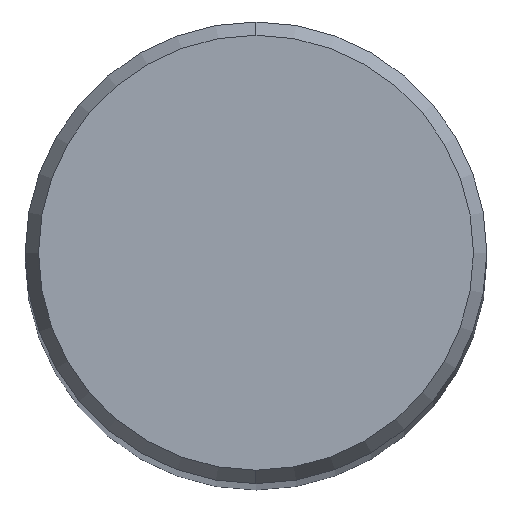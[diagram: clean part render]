
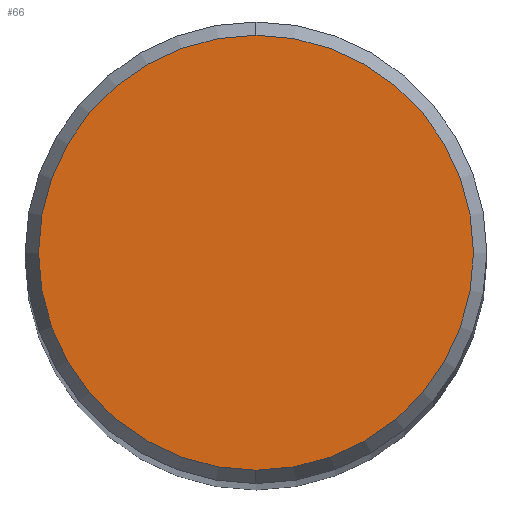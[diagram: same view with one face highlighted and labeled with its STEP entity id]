
A CAD part, top view. The second image highlights one B-rep face of the part: STEP entity #66.
In plain terms, the highlighted planar face has unit normal (0, 0, 1).
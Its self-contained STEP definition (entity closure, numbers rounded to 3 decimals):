
#66=ADVANCED_FACE('',(#143),#144,.T.);
#143=FACE_OUTER_BOUND('',#228,.T.);
#144=PLANE('',#229);
#228=EDGE_LOOP('',(#330,#331));
#229=AXIS2_PLACEMENT_3D('',#332,#333,#334);
#330=ORIENTED_EDGE('',*,*,#444,.F.);
#331=ORIENTED_EDGE('',*,*,#455,.F.);
#332=CARTESIAN_POINT('',(0.,0.942,32.0));
#333=DIRECTION('',(0.,0.0,1.0));
#334=DIRECTION('',(0.0,-1.0,0.0));
#444=EDGE_CURVE('',#517,#519,#520,.T.);
#455=EDGE_CURVE('',#519,#517,#533,.T.);
#517=VERTEX_POINT('',#591);
#519=VERTEX_POINT('',#594);
#520=CIRCLE('',#595,1.885);
#533=CIRCLE('',#611,1.885);
#591=CARTESIAN_POINT('',(0.,1.885,32.0));
#594=CARTESIAN_POINT('',(0.,-1.885,32.0));
#595=AXIS2_PLACEMENT_3D('',#660,#661,#662);
#611=AXIS2_PLACEMENT_3D('',#675,#676,#677);
#660=CARTESIAN_POINT('',(0.,0.0,32.0));
#661=DIRECTION('',(0.,0.0,-1.0));
#662=DIRECTION('',(0.0,1.0,0.0));
#675=CARTESIAN_POINT('',(0.,0.0,32.0));
#676=DIRECTION('',(0.,0.0,-1.0));
#677=DIRECTION('',(0.0,1.0,0.0));
